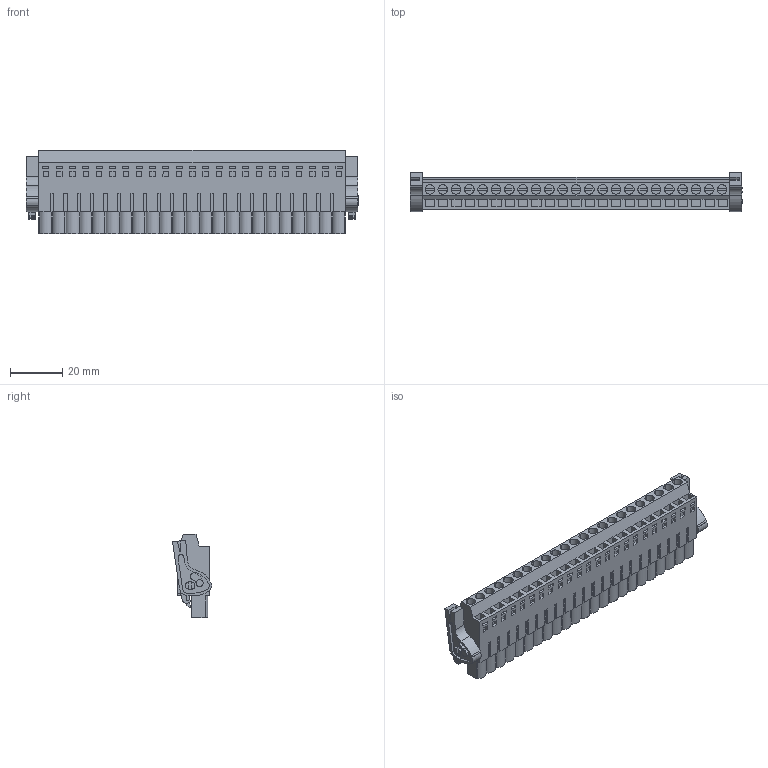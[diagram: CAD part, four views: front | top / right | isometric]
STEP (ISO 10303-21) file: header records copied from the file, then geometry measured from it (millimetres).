
FILE_DESCRIPTION(('CATIA V5 STEP Exchange','CAx-IF Rec.Pracs.--- Model Styling and Organization---1.2---2011-12-15'),'2;1');
FILE_NAME ('D1458714_0_1890430000_1890430000.stp','2017-10-31T20:44:36+00:00',('none'),('Weidmueller'),'CATIA Version 5-6 Release 2014','CATIA V5 STEP AP214','none');
FILE_SCHEMA(('AUTOMOTIVE_DESIGN { 1 0 10303 214 1 1 1 1 }'));
Length unit declared in the file: millimetre
Products named in the file (1): 1890430000
Bounding box: 126.54 x 14.91 x 31.8 mm (x, y, z)
Volume: 32502.7 mm3; surface area: 18828.2 mm2
Topology: 26 solids, 26 shells, 1636 faces, 4567 edges, 3110 vertices
Faces by surface type: plane 1360, cylinder 276
Entity records: 50661 total; most frequent: CARTESIAN_POINT 9526, ORIENTED_EDGE 9134, DIRECTION 6504, EDGE_CURVE 4567, VECTOR 3903, LINE 3903, VERTEX_POINT 3110, EDGE_LOOP 1771
